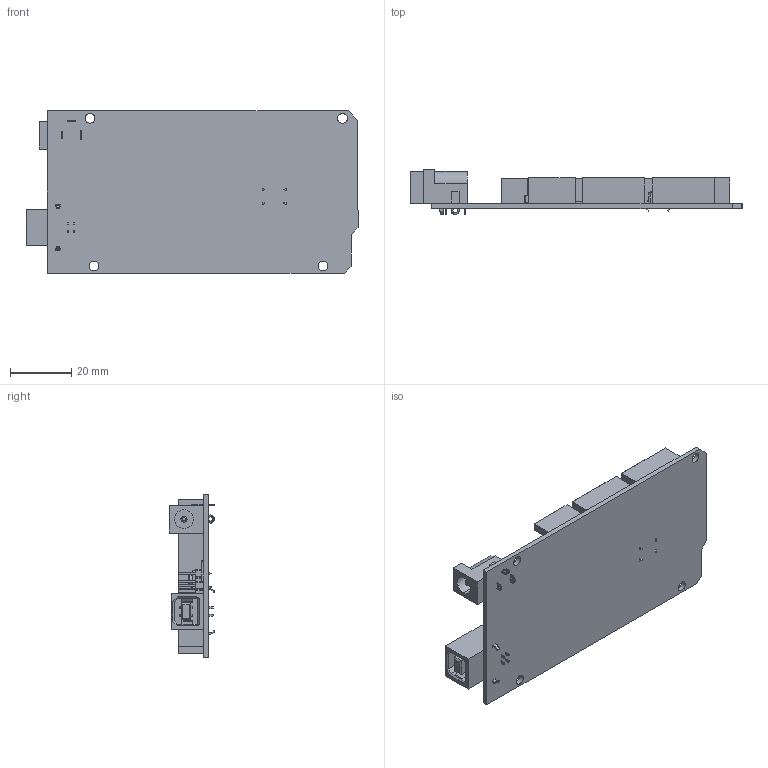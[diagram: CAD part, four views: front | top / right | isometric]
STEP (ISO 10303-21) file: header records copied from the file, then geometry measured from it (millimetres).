
FILE_DESCRIPTION((''),'2;1');
FILE_NAME('ArduinoMega2560R3.stp','2012-08-10T18:37:09',('Paul'),(''),'Autodesk Inventor 2013','Autodesk Inventor 2013','');
FILE_SCHEMA(('AUTOMOTIVE_DESIGN { 1 0 10303 214 1 1 1 1 }'));
Length unit declared in the file: inch
Products named in the file (24): Assembly1; Part4; Part6; Part8; Part10; Part12; Part14; Part16; Part18; Part20; Part22; Part24; Part26; Part28; Part30; Part32; Part34; Part36; Part38; Part40; Part42; Part44; Part46; PCB-FIXED
Assembly tree (23 placements, depth 2):
  Assembly1
    Part4
    Part6
    Part8
    Part10
    Part12
    Part14
    Part16
    Part18
    Part20
    Part22
    Part24
    Part26
    Part28
    Part30
    Part32
    Part34
    Part36
    Part38
    Part40
    Part42
    Part44
    Part46
    PCB-FIXED
Bounding box: 108.58 x 14.9 x 53.21 mm (x, y, z)
Volume: 15962.3 mm3; surface area: 20356.7 mm2
Topology: 23 solids, 23 shells, 1533 faces, 3641 edges, 2276 vertices
Faces by surface type: plane 1403, cylinder 66, bspline 52, cone 10, torus 2
Full cylindrical faces by diameter (mm): 3.175 x4
Entity records: 46985 total; most frequent: CARTESIAN_POINT 10577, ORIENTED_EDGE 7246, DIRECTION 6711, EDGE_CURVE 3623, VECTOR 3371, LINE 3371, VERTEX_POINT 2268, EDGE_LOOP 1687
